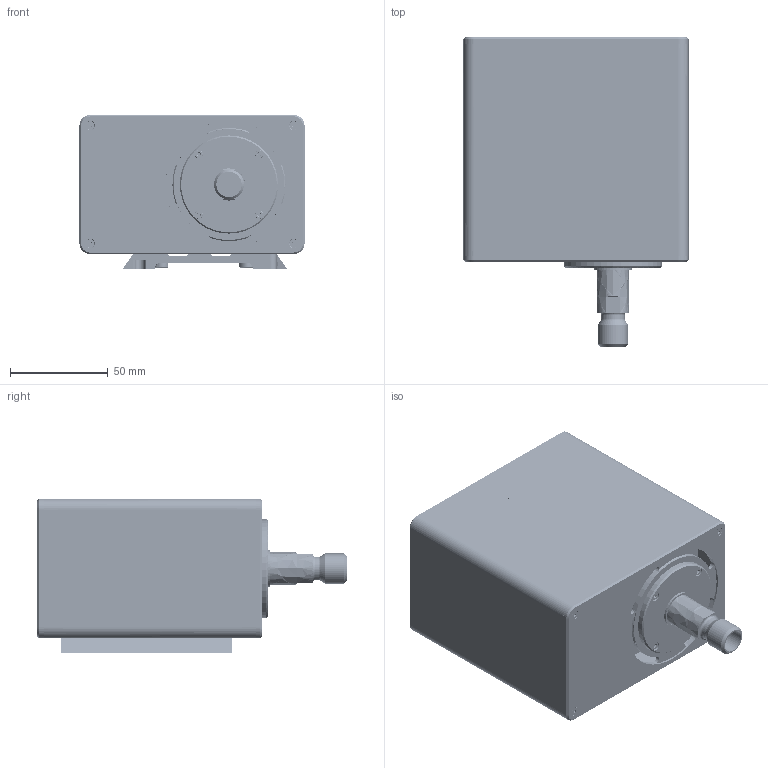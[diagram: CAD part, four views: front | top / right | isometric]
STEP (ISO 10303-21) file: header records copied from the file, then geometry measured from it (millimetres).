
FILE_DESCRIPTION(('FreeCAD Model'),'2;1');
FILE_NAME('Open CASCADE Shape Model','2025-05-09T11:58:47',('FreeCAD'),( 'FreeCAD'),'Open CASCADE STEP processor 7.6','FreeCAD','Unknown');
FILE_SCHEMA(('AUTOMOTIVE_DESIGN { 1 0 10303 214 1 1 1 1 }'));
Products named in the file (1): Open CASCADE STEP translator 7.6 1
Bounding box: 114.91 x 157.82 x 78.8 mm (x, y, z)
Volume: 288757.5 mm3; surface area: 159679.5 mm2
Topology: 30 solids, 30 shells, 2335 faces, 6140 edges, 3937 vertices
Faces by surface type: bspline 2335
Entity records: 129868 total; most frequent: CARTESIAN_POINT 96105, ORIENTED_EDGE 12264, EDGE_CURVE 6132, VERTEX_POINT 3937, B_SPLINE_CURVE_WITH_KNOTS 3292, FACE_BOUND 2529, EDGE_LOOP 2529, ADVANCED_FACE 2335
